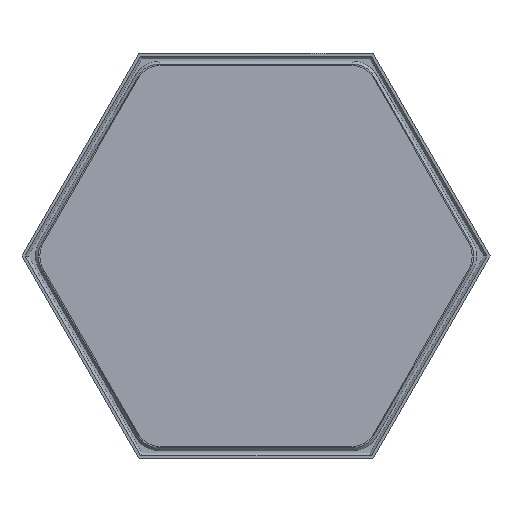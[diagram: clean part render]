
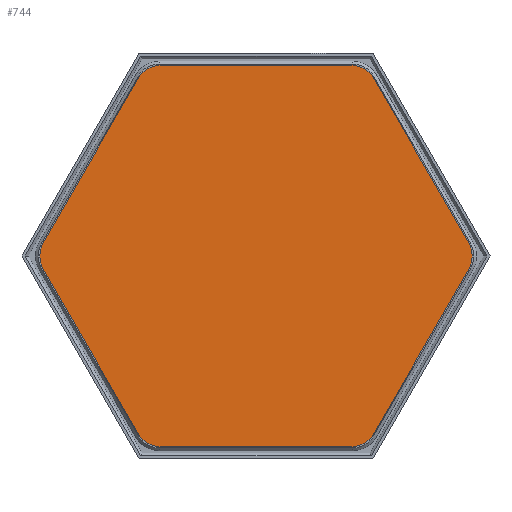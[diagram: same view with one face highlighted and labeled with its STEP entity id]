
A CAD part, front view. The second image highlights one B-rep face of the part: STEP entity #744.
In plain terms, the highlighted planar face has unit normal (0, -1, 0).
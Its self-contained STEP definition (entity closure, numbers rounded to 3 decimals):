
#25=CIRCLE('',#790,10.);
#27=CIRCLE('',#794,10.);
#29=CIRCLE('',#798,10.);
#31=CIRCLE('',#802,10.);
#33=CIRCLE('',#806,10.);
#35=CIRCLE('',#810,10.);
#66=FACE_OUTER_BOUND('',#107,.T.);
#107=EDGE_LOOP('',(#535,#536,#537,#538,#539,#540,#541,#542,#543,#544,#545,
#546));
#141=LINE('',#1076,#225);
#146=LINE('',#1089,#230);
#150=LINE('',#1101,#234);
#154=LINE('',#1113,#238);
#157=LINE('',#1124,#241);
#161=LINE('',#1136,#245);
#225=VECTOR('',#858,10.);
#230=VECTOR('',#871,10.);
#234=VECTOR('',#883,10.);
#238=VECTOR('',#895,10.);
#241=VECTOR('',#906,10.);
#245=VECTOR('',#918,10.);
#309=VERTEX_POINT('',#1073);
#310=VERTEX_POINT('',#1075);
#312=VERTEX_POINT('',#1081);
#314=VERTEX_POINT('',#1087);
#316=VERTEX_POINT('',#1093);
#318=VERTEX_POINT('',#1099);
#320=VERTEX_POINT('',#1105);
#322=VERTEX_POINT('',#1111);
#324=VERTEX_POINT('',#1117);
#326=VERTEX_POINT('',#1123);
#328=VERTEX_POINT('',#1129);
#330=VERTEX_POINT('',#1135);
#381=EDGE_CURVE('',#310,#309,#141,.T.);
#385=EDGE_CURVE('',#309,#312,#25,.T.);
#388=EDGE_CURVE('',#312,#314,#146,.T.);
#391=EDGE_CURVE('',#314,#316,#27,.T.);
#394=EDGE_CURVE('',#316,#318,#150,.T.);
#397=EDGE_CURVE('',#318,#320,#29,.T.);
#400=EDGE_CURVE('',#320,#322,#154,.T.);
#402=EDGE_CURVE('',#324,#310,#31,.T.);
#405=EDGE_CURVE('',#326,#324,#157,.T.);
#408=EDGE_CURVE('',#328,#326,#33,.T.);
#411=EDGE_CURVE('',#330,#328,#161,.T.);
#414=EDGE_CURVE('',#322,#330,#35,.T.);
#535=ORIENTED_EDGE('',*,*,#414,.T.);
#536=ORIENTED_EDGE('',*,*,#411,.T.);
#537=ORIENTED_EDGE('',*,*,#408,.T.);
#538=ORIENTED_EDGE('',*,*,#405,.T.);
#539=ORIENTED_EDGE('',*,*,#402,.T.);
#540=ORIENTED_EDGE('',*,*,#381,.T.);
#541=ORIENTED_EDGE('',*,*,#385,.T.);
#542=ORIENTED_EDGE('',*,*,#388,.T.);
#543=ORIENTED_EDGE('',*,*,#391,.T.);
#544=ORIENTED_EDGE('',*,*,#394,.T.);
#545=ORIENTED_EDGE('',*,*,#397,.T.);
#546=ORIENTED_EDGE('',*,*,#400,.T.);
#709=PLANE('',#811);
#744=ADVANCED_FACE('',(#66),#709,.F.);
#790=AXIS2_PLACEMENT_3D('',#1083,#865,#866);
#794=AXIS2_PLACEMENT_3D('',#1095,#877,#878);
#798=AXIS2_PLACEMENT_3D('',#1107,#889,#890);
#802=AXIS2_PLACEMENT_3D('',#1118,#900,#901);
#806=AXIS2_PLACEMENT_3D('',#1130,#912,#913);
#810=AXIS2_PLACEMENT_3D('',#1140,#924,#925);
#811=AXIS2_PLACEMENT_3D('',#1141,#926,#927);
#858=DIRECTION('',(0.5,0.,-0.866));
#865=DIRECTION('center_axis',(0.,-1.,0.));
#866=DIRECTION('ref_axis',(-0.5,0.,-0.866));
#871=DIRECTION('',(1.,0.,0.));
#877=DIRECTION('center_axis',(0.,-1.,0.));
#878=DIRECTION('ref_axis',(0.5,0.,-0.866));
#883=DIRECTION('',(0.5,0.,0.866));
#889=DIRECTION('center_axis',(0.,-1.,0.));
#890=DIRECTION('ref_axis',(1.,0.,0.));
#895=DIRECTION('',(-0.5,0.,0.866));
#900=DIRECTION('center_axis',(0.,-1.,0.));
#901=DIRECTION('ref_axis',(-1.,0.,0.));
#906=DIRECTION('',(-0.5,0.,-0.866));
#912=DIRECTION('center_axis',(0.,-1.,0.));
#913=DIRECTION('ref_axis',(-0.5,0.,0.866));
#918=DIRECTION('',(-1.,0.,0.));
#924=DIRECTION('center_axis',(0.,-1.,0.));
#925=DIRECTION('ref_axis',(0.5,0.,0.866));
#926=DIRECTION('center_axis',(0.,1.,0.));
#927=DIRECTION('ref_axis',(0.,0.,1.));
#1073=CARTESIAN_POINT('',(-43.918,11.6,-66.068));
#1075=CARTESIAN_POINT('',(-79.175,11.6,-5.));
#1076=CARTESIAN_POINT('',(-41.031,11.6,-71.068));
#1081=CARTESIAN_POINT('',(-35.258,11.6,-71.068));
#1083=CARTESIAN_POINT('Origin',(-35.258,11.6,-61.068));
#1087=CARTESIAN_POINT('',(35.258,11.6,-71.068));
#1089=CARTESIAN_POINT('',(41.031,11.6,-71.068));
#1093=CARTESIAN_POINT('',(43.918,11.6,-66.068));
#1095=CARTESIAN_POINT('Origin',(35.258,11.6,-61.068));
#1099=CARTESIAN_POINT('',(79.175,11.6,-5.));
#1101=CARTESIAN_POINT('',(82.062,11.6,0.));
#1105=CARTESIAN_POINT('',(79.175,11.6,5.));
#1107=CARTESIAN_POINT('Origin',(70.515,11.6,0.));
#1111=CARTESIAN_POINT('',(43.918,11.6,66.068));
#1113=CARTESIAN_POINT('',(41.031,11.6,71.068));
#1117=CARTESIAN_POINT('',(-79.175,11.6,5.));
#1118=CARTESIAN_POINT('Origin',(-70.515,11.6,0.));
#1123=CARTESIAN_POINT('',(-43.918,11.6,66.068));
#1124=CARTESIAN_POINT('',(-82.062,11.6,0.));
#1129=CARTESIAN_POINT('',(-35.258,11.6,71.068));
#1130=CARTESIAN_POINT('Origin',(-35.258,11.6,61.068));
#1135=CARTESIAN_POINT('',(35.258,11.6,71.068));
#1136=CARTESIAN_POINT('',(-41.031,11.6,71.068));
#1140=CARTESIAN_POINT('Origin',(35.258,11.6,61.068));
#1141=CARTESIAN_POINT('Origin',(0.,11.6,0.));
